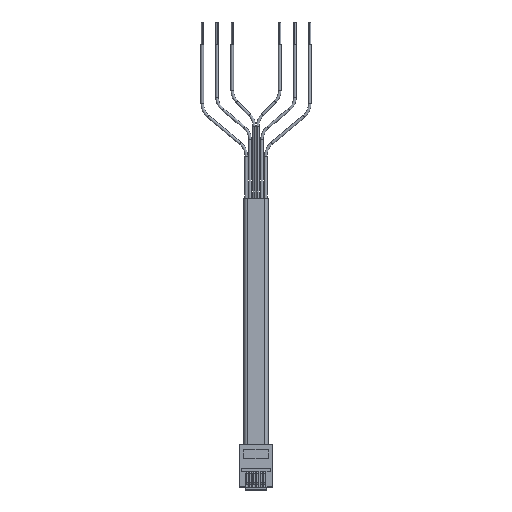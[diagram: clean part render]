
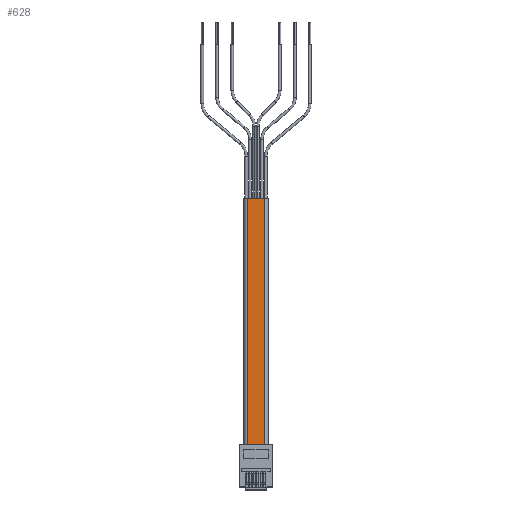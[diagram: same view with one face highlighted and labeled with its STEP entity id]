
A CAD part, top view. The second image highlights one B-rep face of the part: STEP entity #628.
In plain terms, the highlighted planar face has unit normal (0, 0, 1).
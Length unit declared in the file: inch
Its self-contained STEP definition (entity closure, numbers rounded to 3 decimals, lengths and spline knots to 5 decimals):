
#533 = VERTEX_POINT ( 'NONE', #3960 ) ;
#535 = VERTEX_POINT ( 'NONE', #3959 ) ;
#539 = ORIENTED_EDGE ( 'NONE', *, *, #664, .T. ) ;
#589 = ORIENTED_EDGE ( 'NONE', *, *, #590, .T. ) ;
#590 = EDGE_CURVE ( 'NONE', #535, #591, #4226, .T. ) ;
#591 = VERTEX_POINT ( 'NONE', #4245 ) ;
#613 = VERTEX_POINT ( 'NONE', #4206 ) ;
#624 = EDGE_CURVE ( 'NONE', #533, #591, #4136, .T. ) ;
#625 = ORIENTED_EDGE ( 'NONE', *, *, #652, .F. ) ;
#628 = ADVANCED_FACE ( 'NONE', ( #4280 ), #4279, .F. ) ;
#629 = EDGE_LOOP ( 'NONE', ( #589, #630, #625, #539 ) ) ;
#630 = ORIENTED_EDGE ( 'NONE', *, *, #624, .F. ) ;
#652 = EDGE_CURVE ( 'NONE', #613, #533, #4129, .T. ) ;
#664 = EDGE_CURVE ( 'NONE', #613, #535, #4152, .T. ) ;
#3959 = CARTESIAN_POINT ( 'NONE',  ( -0.0995, -1.5, 0.0475 ) ) ;
#3960 = CARTESIAN_POINT ( 'NONE',  ( 0.0995, 1.5, 0.0475 ) ) ;
#4129 = LINE ( 'NONE', #4254, #4253 ) ;
#4134 = DIRECTION ( 'NONE',  ( 0., -1., 0. ) ) ;
#4135 = CARTESIAN_POINT ( 'NONE',  ( 0.0995, 1.5, 0.0475 ) ) ;
#4136 = LINE ( 'NONE', #4135, #4228 ) ;
#4149 = DIRECTION ( 'NONE',  ( 0., -1., 0. ) ) ;
#4150 = VECTOR ( 'NONE', #4149, 39.37008 ) ;
#4151 = CARTESIAN_POINT ( 'NONE',  ( -0.0995, 1.5, 0.0475 ) ) ;
#4152 = LINE ( 'NONE', #4151, #4150 ) ;
#4166 = DIRECTION ( 'NONE',  ( -1., 0., 0. ) ) ;
#4167 = DIRECTION ( 'NONE',  ( 0., 0., -1. ) ) ;
#4168 = CARTESIAN_POINT ( 'NONE',  ( -0.0995, 1.5, 0.0475 ) ) ;
#4169 = AXIS2_PLACEMENT_3D ( 'NONE', #4168, #4167, #4166 ) ;
#4206 = CARTESIAN_POINT ( 'NONE',  ( -0.0995, 1.5, 0.0475 ) ) ;
#4219 = VECTOR ( 'NONE', #4229, 39.37008 ) ;
#4226 = LINE ( 'NONE', #4268, #4219 ) ;
#4228 = VECTOR ( 'NONE', #4134, 39.37008 ) ;
#4229 = DIRECTION ( 'NONE',  ( 1., 0., 0. ) ) ;
#4245 = CARTESIAN_POINT ( 'NONE',  ( 0.0995, -1.5, 0.0475 ) ) ;
#4252 = DIRECTION ( 'NONE',  ( 1., 0., 0. ) ) ;
#4253 = VECTOR ( 'NONE', #4252, 39.37008 ) ;
#4254 = CARTESIAN_POINT ( 'NONE',  ( -0.0995, 1.5, 0.0475 ) ) ;
#4268 = CARTESIAN_POINT ( 'NONE',  ( -0.0995, -1.5, 0.0475 ) ) ;
#4279 = PLANE ( 'NONE',  #4169 ) ;
#4280 = FACE_OUTER_BOUND ( 'NONE', #629, .T. ) ;
